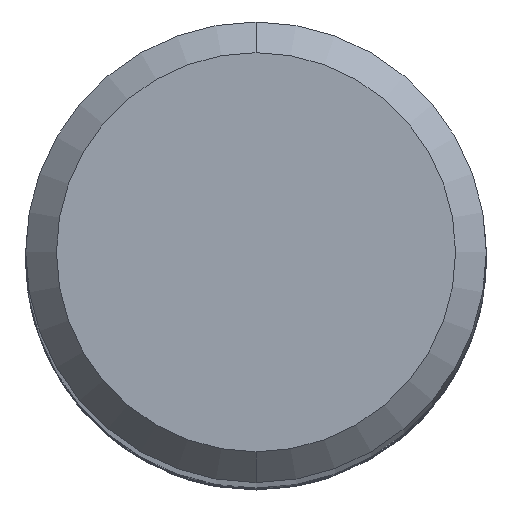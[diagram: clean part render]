
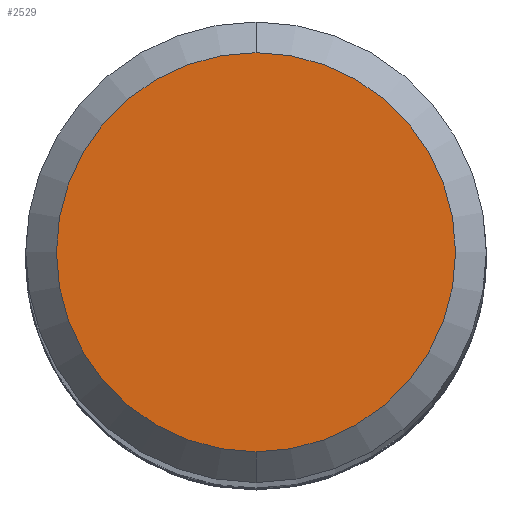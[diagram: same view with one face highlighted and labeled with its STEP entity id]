
A CAD part, top view. The second image highlights one B-rep face of the part: STEP entity #2529.
In plain terms, the highlighted planar face has unit normal (0, 0, 1).
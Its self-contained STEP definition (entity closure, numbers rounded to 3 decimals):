
#1297=EDGE_CURVE('',#3117,#2347,#3440,.T.);
#2347=VERTEX_POINT('',#4589);
#2529=ADVANCED_FACE('',(#4786),#4787,.T.);
#2759=EDGE_CURVE('',#2347,#3117,#5035,.T.);
#3117=VERTEX_POINT('',#5425);
#3440=CIRCLE('',#7651,2.6);
#4589=CARTESIAN_POINT('',(0.,-2.6,0.0));
#4786=FACE_OUTER_BOUND('',#17935,.T.);
#4787=PLANE('',#17936);
#5035=CIRCLE('',#20245,2.6);
#5425=CARTESIAN_POINT('',(0.0,2.6,0.0));
#7651=AXIS2_PLACEMENT_3D('',#23870,#23871,#23872);
#17935=EDGE_LOOP('',(#25353,#25354));
#17936=AXIS2_PLACEMENT_3D('',#25355,#25356,#25357);
#20245=AXIS2_PLACEMENT_3D('',#25613,#25614,#25615);
#23870=CARTESIAN_POINT('',(0.0,0.0,0.0));
#23871=DIRECTION('',(0.0,0.0,-1.0));
#23872=DIRECTION('',(0.0,1.0,0.0));
#25353=ORIENTED_EDGE('',*,*,#1297,.F.);
#25354=ORIENTED_EDGE('',*,*,#2759,.F.);
#25355=CARTESIAN_POINT('',(0.0,1.3,0.0));
#25356=DIRECTION('',(-0.0,0.0,1.0));
#25357=DIRECTION('',(0.0,-1.0,0.0));
#25613=CARTESIAN_POINT('',(0.0,0.0,0.0));
#25614=DIRECTION('',(0.0,0.0,-1.0));
#25615=DIRECTION('',(0.0,1.0,0.0));
